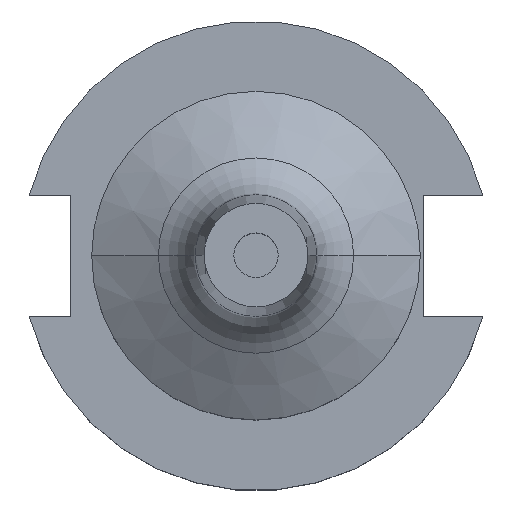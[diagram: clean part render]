
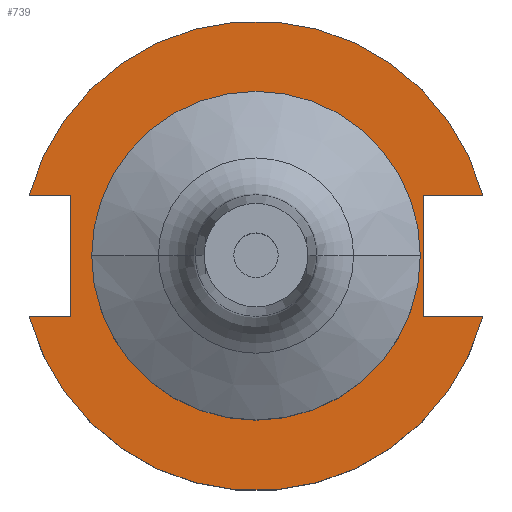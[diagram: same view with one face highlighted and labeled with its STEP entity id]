
A CAD part, top view. The second image highlights one B-rep face of the part: STEP entity #739.
In plain terms, the highlighted planar face has unit normal (0, 0, 1).
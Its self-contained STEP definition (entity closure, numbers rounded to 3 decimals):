
#21 = CARTESIAN_POINT ( 'NONE',  ( 30.675, 8.191, 19.05 ) ) ;
#71 = ORIENTED_EDGE ( 'NONE', *, *, #1285, .T. ) ;
#72 = EDGE_CURVE ( 'NONE', #95, #809, #216, .T. ) ;
#81 = AXIS2_PLACEMENT_3D ( 'NONE', #1158, #261, #1286 ) ;
#95 = VERTEX_POINT ( 'NONE', #1647 ) ;
#117 = DIRECTION ( 'NONE',  ( 0., 0., 1. ) ) ;
#126 = EDGE_CURVE ( 'NONE', #698, #1504, #775, .T. ) ;
#158 = PLANE ( 'NONE',  #933 ) ;
#172 = CIRCLE ( 'NONE', #1201, 31.75 ) ;
#189 = ORIENTED_EDGE ( 'NONE', *, *, #1276, .F. ) ;
#216 = CIRCLE ( 'NONE', #1311, 22.225 ) ;
#249 = DIRECTION ( 'NONE',  ( 1., 0., 0. ) ) ;
#261 = DIRECTION ( 'NONE',  ( 0., 0., 1. ) ) ;
#275 = CARTESIAN_POINT ( 'NONE',  ( 30.675, -8.191, 19.05 ) ) ;
#278 = VECTOR ( 'NONE', #793, 1000. ) ;
#280 = LINE ( 'NONE', #311, #929 ) ;
#311 = CARTESIAN_POINT ( 'NONE',  ( -25.091, 8.191, 19.05 ) ) ;
#332 = EDGE_CURVE ( 'NONE', #1094, #1648, #172, .T. ) ;
#367 = LINE ( 'NONE', #672, #1588 ) ;
#381 = CARTESIAN_POINT ( 'NONE',  ( 22.606, 22.225, 19.05 ) ) ;
#442 = DIRECTION ( 'NONE',  ( 0., -1., 0. ) ) ;
#470 = CARTESIAN_POINT ( 'NONE',  ( -25.091, 8.191, 19.05 ) ) ;
#473 = EDGE_CURVE ( 'NONE', #1504, #940, #668, .T. ) ;
#480 = ORIENTED_EDGE ( 'NONE', *, *, #332, .T. ) ;
#485 = EDGE_CURVE ( 'NONE', #1094, #747, #964, .T. ) ;
#506 = EDGE_CURVE ( 'NONE', #1530, #603, #1587, .T. ) ;
#517 = EDGE_CURVE ( 'NONE', #809, #95, #584, .T. ) ;
#549 = CARTESIAN_POINT ( 'NONE',  ( -61.091, 8.191, 19.05 ) ) ;
#555 = CARTESIAN_POINT ( 'NONE',  ( 0., 22.225, 19.05 ) ) ;
#558 = FACE_OUTER_BOUND ( 'NONE', #688, .T. ) ;
#584 = CIRCLE ( 'NONE', #1295, 22.225 ) ;
#589 = LINE ( 'NONE', #1216, #1228 ) ;
#603 = VERTEX_POINT ( 'NONE', #878 ) ;
#619 = EDGE_LOOP ( 'NONE', ( #817, #642 ) ) ;
#642 = ORIENTED_EDGE ( 'NONE', *, *, #517, .F. ) ;
#651 = DIRECTION ( 'NONE',  ( 0., 1., 0. ) ) ;
#668 = LINE ( 'NONE', #549, #278 ) ;
#672 = CARTESIAN_POINT ( 'NONE',  ( 0., 8.191, 19.05 ) ) ;
#688 = EDGE_LOOP ( 'NONE', ( #71, #921, #480, #1559, #1237, #189, #1122, #1078 ) ) ;
#691 = DIRECTION ( 'NONE',  ( 0., 0., -1. ) ) ;
#698 = VERTEX_POINT ( 'NONE', #21 ) ;
#739 = ADVANCED_FACE ( 'NONE', ( #1526, #558 ), #158, .F. ) ;
#747 = VERTEX_POINT ( 'NONE', #1061 ) ;
#751 = CARTESIAN_POINT ( 'NONE',  ( 0., 0., 19.05 ) ) ;
#773 = DIRECTION ( 'NONE',  ( 1., 0., 0. ) ) ;
#775 = CIRCLE ( 'NONE', #81, 31.75 ) ;
#793 = DIRECTION ( 'NONE',  ( 1., 0., 0. ) ) ;
#809 = VERTEX_POINT ( 'NONE', #899 ) ;
#817 = ORIENTED_EDGE ( 'NONE', *, *, #72, .F. ) ;
#878 = CARTESIAN_POINT ( 'NONE',  ( 22.606, 8.191, 19.05 ) ) ;
#899 = CARTESIAN_POINT ( 'NONE',  ( -22.225, 0., 19.05 ) ) ;
#913 = DIRECTION ( 'NONE',  ( 1., 0., 0. ) ) ;
#921 = ORIENTED_EDGE ( 'NONE', *, *, #485, .F. ) ;
#926 = VECTOR ( 'NONE', #913, 1000. ) ;
#929 = VECTOR ( 'NONE', #442, 1000. ) ;
#933 = AXIS2_PLACEMENT_3D ( 'NONE', #555, #691, #1439 ) ;
#940 = VERTEX_POINT ( 'NONE', #470 ) ;
#960 = DIRECTION ( 'NONE',  ( -1., 0., 0. ) ) ;
#964 = LINE ( 'NONE', #1538, #926 ) ;
#1008 = CARTESIAN_POINT ( 'NONE',  ( 0., 0., 19.05 ) ) ;
#1061 = CARTESIAN_POINT ( 'NONE',  ( -25.091, -8.191, 19.05 ) ) ;
#1078 = ORIENTED_EDGE ( 'NONE', *, *, #473, .T. ) ;
#1094 = VERTEX_POINT ( 'NONE', #1318 ) ;
#1122 = ORIENTED_EDGE ( 'NONE', *, *, #126, .T. ) ;
#1145 = DIRECTION ( 'NONE',  ( 1., 0., 0. ) ) ;
#1148 = CARTESIAN_POINT ( 'NONE',  ( 0., 0., 19.05 ) ) ;
#1158 = CARTESIAN_POINT ( 'NONE',  ( 0., 0., 19.05 ) ) ;
#1201 = AXIS2_PLACEMENT_3D ( 'NONE', #751, #117, #773 ) ;
#1208 = CARTESIAN_POINT ( 'NONE',  ( -30.675, 8.191, 19.05 ) ) ;
#1216 = CARTESIAN_POINT ( 'NONE',  ( 0., -8.191, 19.05 ) ) ;
#1226 = VECTOR ( 'NONE', #651, 1000. ) ;
#1228 = VECTOR ( 'NONE', #1583, 1000. ) ;
#1237 = ORIENTED_EDGE ( 'NONE', *, *, #506, .T. ) ;
#1253 = DIRECTION ( 'NONE',  ( 0., 0., 1. ) ) ;
#1276 = EDGE_CURVE ( 'NONE', #698, #603, #367, .T. ) ;
#1277 = DIRECTION ( 'NONE',  ( 0., 0., 1. ) ) ;
#1285 = EDGE_CURVE ( 'NONE', #940, #747, #280, .T. ) ;
#1286 = DIRECTION ( 'NONE',  ( 1., 0., 0. ) ) ;
#1295 = AXIS2_PLACEMENT_3D ( 'NONE', #1008, #1253, #1145 ) ;
#1304 = EDGE_CURVE ( 'NONE', #1530, #1648, #589, .T. ) ;
#1311 = AXIS2_PLACEMENT_3D ( 'NONE', #1148, #1277, #249 ) ;
#1318 = CARTESIAN_POINT ( 'NONE',  ( -30.675, -8.191, 19.05 ) ) ;
#1349 = CARTESIAN_POINT ( 'NONE',  ( 22.606, -8.191, 19.05 ) ) ;
#1439 = DIRECTION ( 'NONE',  ( -1., 0., 0. ) ) ;
#1504 = VERTEX_POINT ( 'NONE', #1208 ) ;
#1526 = FACE_BOUND ( 'NONE', #619, .T. ) ;
#1530 = VERTEX_POINT ( 'NONE', #1349 ) ;
#1538 = CARTESIAN_POINT ( 'NONE',  ( -61.091, -8.191, 19.05 ) ) ;
#1559 = ORIENTED_EDGE ( 'NONE', *, *, #1304, .F. ) ;
#1583 = DIRECTION ( 'NONE',  ( 1., 0., 0. ) ) ;
#1587 = LINE ( 'NONE', #381, #1226 ) ;
#1588 = VECTOR ( 'NONE', #960, 1000. ) ;
#1647 = CARTESIAN_POINT ( 'NONE',  ( 22.225, 0., 19.05 ) ) ;
#1648 = VERTEX_POINT ( 'NONE', #275 ) ;
